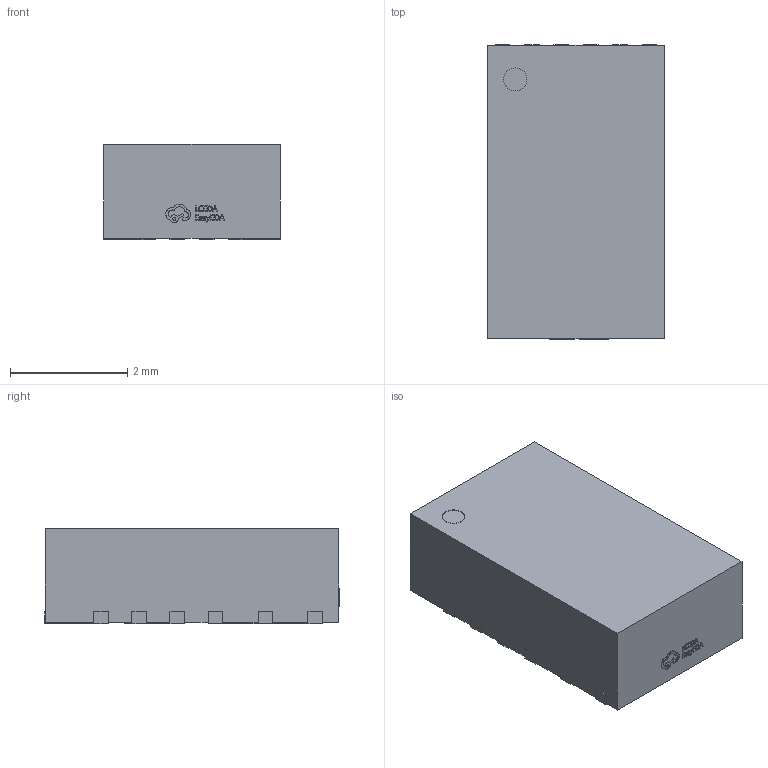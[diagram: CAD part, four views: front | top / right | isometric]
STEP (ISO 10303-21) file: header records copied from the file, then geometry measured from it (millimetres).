
FILE_DESCRIPTION (( 'STEP AP214' ), '1' );
FILE_NAME ('QFN-20_L5.0-W3.0-TL-MPM3630GQV-Z.STEP', '2023-07-24T05:44:28', ( 'PC' ), ( 'Microsoft' ), 'SwSTEP 2.0', 'SolidWorks 2020', '' );
FILE_SCHEMA (( 'AUTOMOTIVE_DESIGN' ));
Length unit declared in the file: millimetre
Products named in the file (1): QFN-20_L5.0-W3.0-TL-MPM3630GQV-Z
Bounding box: 3.02 x 5.02 x 1.62 mm (x, y, z)
Volume: 24.1 mm3; surface area: 56.6 mm2
Topology: 1 solids, 1 shells, 378 faces, 1062 edges, 708 vertices
Faces by surface type: plane 252, bspline 98, cylinder 28
Entity records: 16786 total; most frequent: CARTESIAN_POINT 3455, ORIENTED_EDGE 2124, DIRECTION 1480, EDGE_CURVE 1062, LINE 806, VECTOR 806, VERTEX_POINT 708, EDGE_LOOP 400
